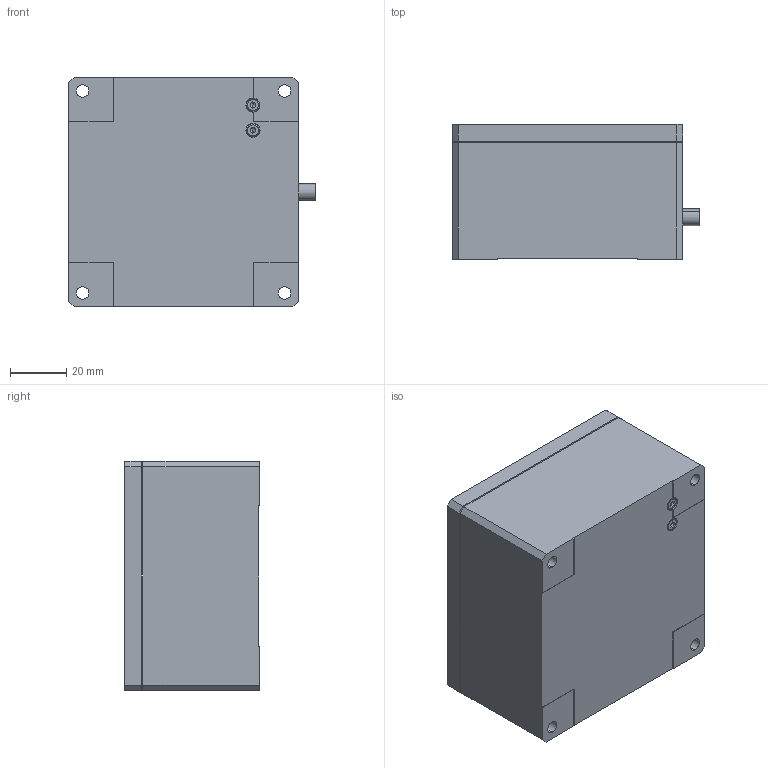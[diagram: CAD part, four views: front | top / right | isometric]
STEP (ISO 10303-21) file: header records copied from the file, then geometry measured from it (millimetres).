
FILE_DESCRIPTION (( 'STEP AP203' ), '1' );
FILE_NAME ('22112ÍâÐÎ³ß´çÍ¼-22.05.27.STEP', '2022-05-27T01:52:27', ( '' ), ( '' ), 'SwSTEP 2.0', 'SolidWorks 2016', '' );
FILE_SCHEMA (( 'CONFIG_CONTROL_DESIGN' ));
Length unit declared in the file: millimetre
Products named in the file (1): 22112俋倛喜渡芞-22.05.27
Bounding box: 88 x 48 x 82 mm (x, y, z)
Surface area: 43258.9 mm2 (no closed solid volume)
Topology: 0 solids, 8 shells, 125 faces, 396 edges, 260 vertices
Faces by surface type: plane 65, cylinder 44, cone 8, torus 8
Entity records: 4439 total; most frequent: DIRECTION 798, CARTESIAN_POINT 774, ORIENTED_EDGE 655, EDGE_CURVE 388, AXIS2_PLACEMENT_3D 284, VERTEX_POINT 260, LINE 230, VECTOR 230
